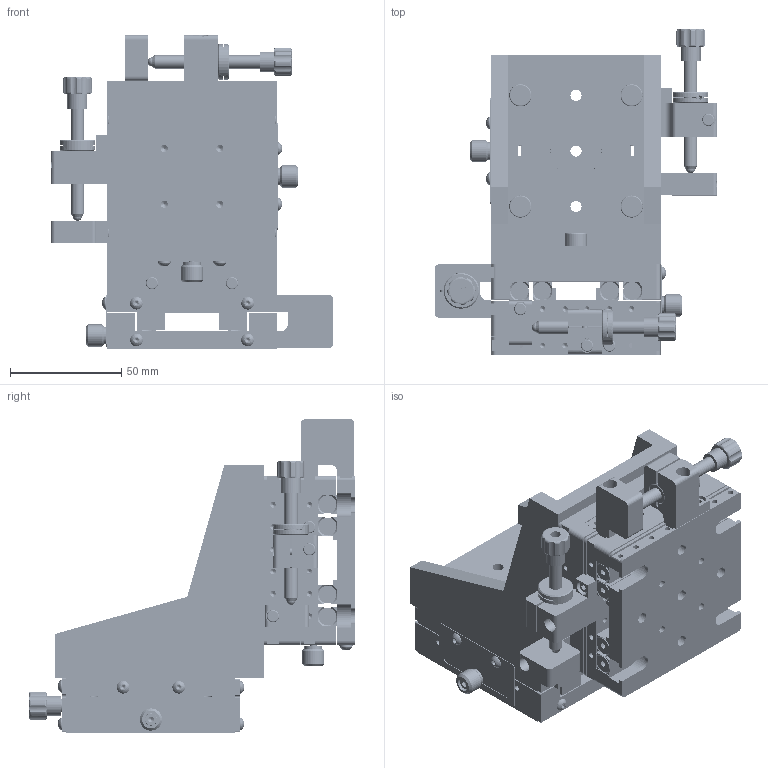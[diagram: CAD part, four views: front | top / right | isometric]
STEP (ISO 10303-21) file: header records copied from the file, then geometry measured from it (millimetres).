
FILE_DESCRIPTION (( 'STEP AP203' ), '1' );
FILE_NAME ('06DTS-3M-ASL.STEP', '2016-05-09T08:16:11', ( '' ), ( '' ), 'SwSTEP 2.0', 'SolidWorks 2016', '' );
FILE_SCHEMA (( 'CONFIG_CONTROL_DESIGN' ));
Products named in the file (1): 06DTS-3M-ASL
Bounding box: 127 x 146.5 x 141 mm (x, y, z)
Volume: 513172.7 mm3; surface area: 247250.6 mm2
Topology: 128 solids, 128 shells, 4362 faces, 10841 edges, 6658 vertices
Faces by surface type: cylinder 1589, plane 1439, cone 1190, torus 110, sphere 34
Entity records: 130354 total; most frequent: CARTESIAN_POINT 25239, DIRECTION 23227, ORIENTED_EDGE 20980, EDGE_CURVE 10490, AXIS2_PLACEMENT_3D 8915, VERTEX_POINT 6649, LINE 5397, VECTOR 5397
